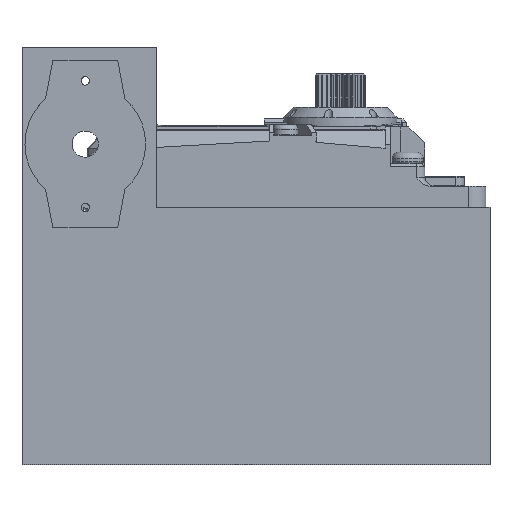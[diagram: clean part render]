
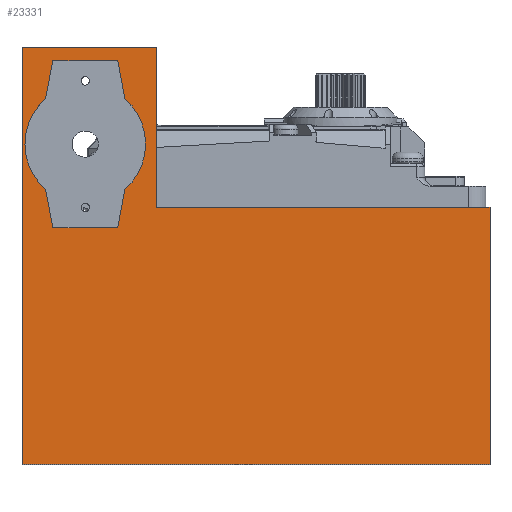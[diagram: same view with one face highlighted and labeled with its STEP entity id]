
A CAD part, top view. The second image highlights one B-rep face of the part: STEP entity #23331.
In plain terms, the highlighted planar face has unit normal (0, 0, 1).
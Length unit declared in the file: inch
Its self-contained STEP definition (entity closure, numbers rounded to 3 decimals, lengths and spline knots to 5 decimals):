
#5=DIRECTION('',(-1.,0.,0.));
#6=VECTOR('',#5,2.18504);
#7=CARTESIAN_POINT('',(2.18504,0.,1.25984));
#8=LINE('',#7,#6);
#17=DIRECTION('',(0.,1.,0.));
#18=VECTOR('',#17,1.94882);
#19=CARTESIAN_POINT('',(0.,0.,1.25984));
#20=LINE('',#19,#18);
#25=DIRECTION('',(0.,1.,0.));
#26=VECTOR('',#25,1.20079);
#27=CARTESIAN_POINT('',(2.18504,0.,1.25984));
#28=LINE('',#27,#26);
#29=DIRECTION('',(1.,0.,0.));
#30=VECTOR('',#29,0.62992);
#31=CARTESIAN_POINT('',(0.,1.94882,1.25984));
#32=LINE('',#31,#30);
#33=DIRECTION('',(0.,-1.,0.));
#34=VECTOR('',#33,0.74803);
#35=CARTESIAN_POINT('',(0.62992,1.94882,1.25984));
#36=LINE('',#35,#34);
#37=DIRECTION('',(0.185,-0.983,0.));
#38=VECTOR('',#37,0.18076);
#39=CARTESIAN_POINT('',(0.44685,1.88583,1.25984));
#40=LINE('',#39,#38);
#41=DIRECTION('',(1.,0.,0.));
#42=VECTOR('',#41,0.30315);
#43=CARTESIAN_POINT('',(0.1437,1.88583,1.25984));
#44=LINE('',#43,#42);
#45=DIRECTION('',(0.185,0.983,0.));
#46=VECTOR('',#45,0.18076);
#47=CARTESIAN_POINT('',(0.11024,1.7082,1.25984));
#48=LINE('',#47,#46);
#49=CARTESIAN_POINT('',(0.29528,1.49606,1.25984));
#50=DIRECTION('',(0.,0.,-1.));
#51=DIRECTION('',(-0.657,-0.754,0.));
#52=AXIS2_PLACEMENT_3D('',#49,#50,#51);
#54=DIRECTION('',(-0.185,0.983,0.));
#55=VECTOR('',#54,0.18076);
#56=CARTESIAN_POINT('',(0.1437,1.1063,1.25984));
#57=LINE('',#56,#55);
#58=DIRECTION('',(-1.,0.,0.));
#59=VECTOR('',#58,0.30315);
#60=CARTESIAN_POINT('',(0.44685,1.1063,1.25984));
#61=LINE('',#60,#59);
#62=DIRECTION('',(-0.185,-0.983,0.));
#63=VECTOR('',#62,0.18076);
#64=CARTESIAN_POINT('',(0.48031,1.28393,1.25984));
#65=LINE('',#64,#63);
#66=CARTESIAN_POINT('',(0.29528,1.49606,1.25984));
#67=DIRECTION('',(0.,0.,-1.));
#68=DIRECTION('',(0.657,0.754,0.));
#69=AXIS2_PLACEMENT_3D('',#66,#67,#68);
#97=DIRECTION('',(-1.,0.,0.));
#98=VECTOR('',#97,1.55512);
#99=CARTESIAN_POINT('',(2.18504,1.20079,1.25984));
#100=LINE('',#99,#98);
#18801=CARTESIAN_POINT('',(0.,0.,1.25984));
#18803=VERTEX_POINT('',#18801);
#18807=CARTESIAN_POINT('',(2.18504,0.,1.25984));
#18808=VERTEX_POINT('',#18807);
#18817=CARTESIAN_POINT('',(2.18504,1.20079,1.25984));
#18818=VERTEX_POINT('',#18817);
#18867=CARTESIAN_POINT('',(0.62992,1.20079,
1.25984));
#18868=VERTEX_POINT('',#18867);
#18871=CARTESIAN_POINT('',(0.,1.94882,1.25984));
#18872=CARTESIAN_POINT('',(0.62992,1.94882,
1.25984));
#18873=VERTEX_POINT('',#18871);
#18874=VERTEX_POINT('',#18872);
#18939=CARTESIAN_POINT('',(0.44685,1.88583,
1.25984));
#18940=CARTESIAN_POINT('',(0.48031,1.7082,
1.25984));
#18941=VERTEX_POINT('',#18939);
#18942=VERTEX_POINT('',#18940);
#18943=CARTESIAN_POINT('',(0.48031,1.28393,
1.25984));
#18944=VERTEX_POINT('',#18943);
#18945=CARTESIAN_POINT('',(0.44685,1.1063,
1.25984));
#18946=VERTEX_POINT('',#18945);
#18947=CARTESIAN_POINT('',(0.1437,1.1063,
1.25984));
#18948=VERTEX_POINT('',#18947);
#18949=CARTESIAN_POINT('',(0.11024,1.28393,
1.25984));
#18950=VERTEX_POINT('',#18949);
#18951=CARTESIAN_POINT('',(0.11024,1.7082,
1.25984));
#18952=VERTEX_POINT('',#18951);
#18953=CARTESIAN_POINT('',(0.1437,1.88583,
1.25984));
#18954=VERTEX_POINT('',#18953);
#23296=CARTESIAN_POINT('',(2.18504,0.,1.25984));
#23297=DIRECTION('',(0.,0.,-1.));
#23298=DIRECTION('',(-1.,0.,0.));
#23299=AXIS2_PLACEMENT_3D('',#23296,#23297,#23298);
#23300=PLANE('',#23299);
#23302=ORIENTED_EDGE('',*,*,#23301,.F.);
#23304=ORIENTED_EDGE('',*,*,#23303,.F.);
#23305=ORIENTED_EDGE('',*,*,#23268,.T.);
#23306=ORIENTED_EDGE('',*,*,#23282,.T.);
#23308=ORIENTED_EDGE('',*,*,#23307,.T.);
#23310=ORIENTED_EDGE('',*,*,#23309,.T.);
#23311=EDGE_LOOP('',(#23302,#23304,#23305,#23306,#23308,#23310));
#23312=FACE_OUTER_BOUND('',#23311,.F.);
#23314=ORIENTED_EDGE('',*,*,#23313,.F.);
#23316=ORIENTED_EDGE('',*,*,#23315,.F.);
#23318=ORIENTED_EDGE('',*,*,#23317,.F.);
#23320=ORIENTED_EDGE('',*,*,#23319,.F.);
#23322=ORIENTED_EDGE('',*,*,#23321,.F.);
#23324=ORIENTED_EDGE('',*,*,#23323,.F.);
#23326=ORIENTED_EDGE('',*,*,#23325,.F.);
#23328=ORIENTED_EDGE('',*,*,#23327,.F.);
#23329=EDGE_LOOP('',(#23314,#23316,#23318,#23320,#23322,#23324,#23326,#23328));
#23330=FACE_BOUND('',#23329,.F.);
#23331=ADVANCED_FACE('',(#23312,#23330),#23300,.F.);
#53=CIRCLE('',#52,0.2815);
#70=CIRCLE('',#69,0.2815);
#23268=EDGE_CURVE('',#18808,#18803,#8,.T.);
#23282=EDGE_CURVE('',#18803,#18873,#20,.T.);
#23301=EDGE_CURVE('',#18818,#18868,#100,.T.);
#23303=EDGE_CURVE('',#18808,#18818,#28,.T.);
#23307=EDGE_CURVE('',#18873,#18874,#32,.T.);
#23309=EDGE_CURVE('',#18874,#18868,#36,.T.);
#23313=EDGE_CURVE('',#18941,#18942,#40,.T.);
#23315=EDGE_CURVE('',#18954,#18941,#44,.T.);
#23317=EDGE_CURVE('',#18952,#18954,#48,.T.);
#23319=EDGE_CURVE('',#18950,#18952,#53,.T.);
#23321=EDGE_CURVE('',#18948,#18950,#57,.T.);
#23323=EDGE_CURVE('',#18946,#18948,#61,.T.);
#23325=EDGE_CURVE('',#18944,#18946,#65,.T.);
#23327=EDGE_CURVE('',#18942,#18944,#70,.T.);
